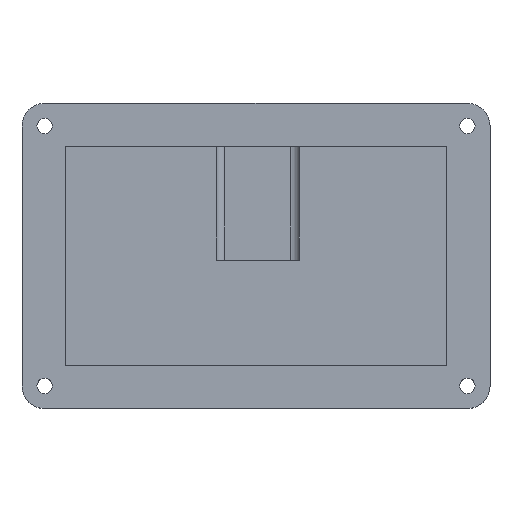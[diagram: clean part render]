
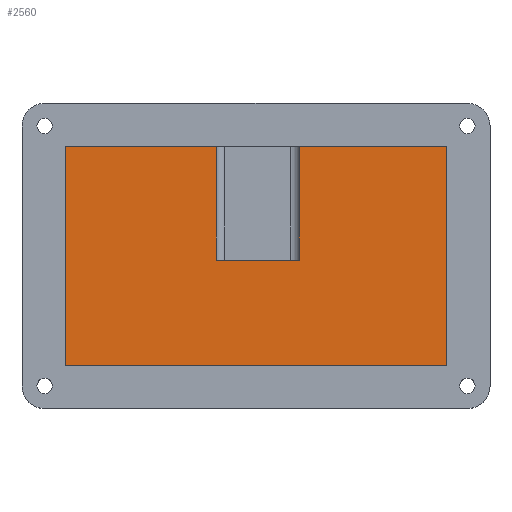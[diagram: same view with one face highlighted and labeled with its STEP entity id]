
A CAD part, top view. The second image highlights one B-rep face of the part: STEP entity #2560.
In plain terms, the highlighted planar face has unit normal (0, 0, 1).
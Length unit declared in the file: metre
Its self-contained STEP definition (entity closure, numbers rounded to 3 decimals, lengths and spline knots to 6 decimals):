
#51=LINE('',#3638,#350);
#55=LINE('',#3646,#354);
#162=LINE('',#3946,#461);
#164=LINE('',#3950,#463);
#166=LINE('',#3954,#465);
#169=LINE('',#3959,#468);
#170=LINE('',#3961,#469);
#171=LINE('',#3963,#470);
#350=VECTOR('',#2915,1.);
#354=VECTOR('',#2919,1.);
#461=VECTOR('',#3150,1.);
#463=VECTOR('',#3154,1.);
#465=VECTOR('',#3158,1.);
#468=VECTOR('',#3165,1.);
#469=VECTOR('',#3166,1.);
#470=VECTOR('',#3167,1.);
#847=ORIENTED_EDGE('',*,*,#1530,.F.);
#848=ORIENTED_EDGE('',*,*,#1531,.F.);
#849=ORIENTED_EDGE('',*,*,#1532,.F.);
#850=ORIENTED_EDGE('',*,*,#1377,.T.);
#851=ORIENTED_EDGE('',*,*,#1523,.T.);
#852=ORIENTED_EDGE('',*,*,#1527,.F.);
#853=ORIENTED_EDGE('',*,*,#1525,.F.);
#854=ORIENTED_EDGE('',*,*,#1373,.T.);
#1373=EDGE_CURVE('',#1735,#1734,#51,.T.);
#1377=EDGE_CURVE('',#1730,#1738,#55,.T.);
#1523=EDGE_CURVE('',#1738,#1870,#162,.T.);
#1525=EDGE_CURVE('',#1735,#1871,#164,.T.);
#1527=EDGE_CURVE('',#1871,#1870,#166,.T.);
#1530=EDGE_CURVE('',#1872,#1734,#169,.T.);
#1531=EDGE_CURVE('',#1873,#1872,#170,.T.);
#1532=EDGE_CURVE('',#1730,#1873,#171,.F.);
#1730=VERTEX_POINT('',#3629);
#1734=VERTEX_POINT('',#3637);
#1735=VERTEX_POINT('',#3639);
#1738=VERTEX_POINT('',#3645);
#1870=VERTEX_POINT('',#3947);
#1871=VERTEX_POINT('',#3951);
#1872=VERTEX_POINT('',#3960);
#1873=VERTEX_POINT('',#3962);
#2096=EDGE_LOOP('',(#847,#848,#849,#850,#851,#852,#853,#854));
#2287=FACE_BOUND('',#2096,.T.);
#2436=PLANE('',#2762);
#2560=ADVANCED_FACE('',(#2287),#2436,.T.);
#2762=AXIS2_PLACEMENT_3D('',#3958,#3163,#3164);
#2915=DIRECTION('',(-1.,0.,0.));
#2919=DIRECTION('',(-1.,0.,0.));
#3150=DIRECTION('',(0.,-1.,0.));
#3154=DIRECTION('',(0.,-1.,0.));
#3158=DIRECTION('',(-1.,0.,0.));
#3163=DIRECTION('',(0.,0.,1.));
#3164=DIRECTION('',(1.,0.,0.));
#3165=DIRECTION('',(0.,1.,0.));
#3166=DIRECTION('',(1.,0.,0.));
#3167=DIRECTION('',(0.,1.,0.));
#3629=CARTESIAN_POINT('',(-0.008799,0.0241,0.003));
#3637=CARTESIAN_POINT('',(0.009573,0.0241,0.003));
#3638=CARTESIAN_POINT('',(0.,0.0241,0.003));
#3639=CARTESIAN_POINT('',(0.042,0.0241,0.003));
#3645=CARTESIAN_POINT('',(-0.042,0.0241,0.003));
#3646=CARTESIAN_POINT('',(0.,0.0241,0.003));
#3946=CARTESIAN_POINT('',(-0.042,0.,0.003));
#3947=CARTESIAN_POINT('',(-0.042,-0.0241,0.003));
#3950=CARTESIAN_POINT('',(0.042,0.,0.003));
#3951=CARTESIAN_POINT('',(0.042,-0.0241,0.003));
#3954=CARTESIAN_POINT('',(0.,-0.0241,0.003));
#3958=CARTESIAN_POINT('',(0.,0.,0.003));
#3959=CARTESIAN_POINT('',(0.009573,-0.0009,0.003));
#3960=CARTESIAN_POINT('',(0.009573,-0.0009,0.003));
#3961=CARTESIAN_POINT('',(0.000387,-0.0009,0.003));
#3962=CARTESIAN_POINT('',(-0.008799,-0.0009,0.003));
#3963=CARTESIAN_POINT('',(-0.008799,-0.0009,0.003));
